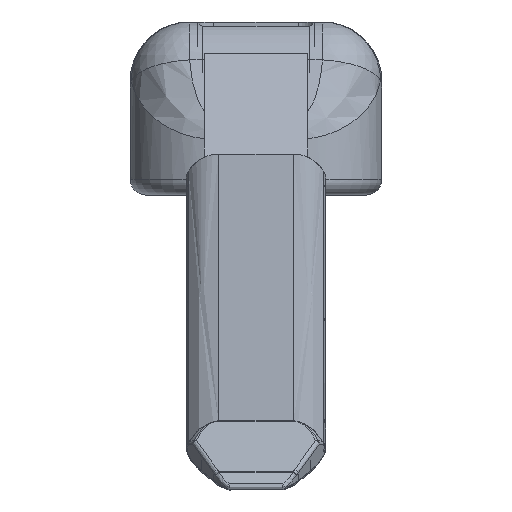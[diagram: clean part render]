
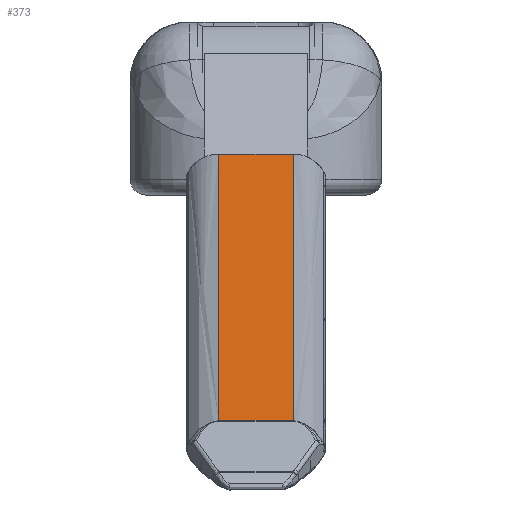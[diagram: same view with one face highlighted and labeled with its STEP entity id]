
A CAD part, front view. The second image highlights one B-rep face of the part: STEP entity #373.
In plain terms, the highlighted planar face has unit normal (0, -0.407, 0.913).
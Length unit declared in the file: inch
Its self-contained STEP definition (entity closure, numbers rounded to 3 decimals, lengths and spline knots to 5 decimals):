
#149=PLANE('',#1594);
#184=LINE('',#2357,#276);
#188=LINE('',#2367,#281);
#194=LINE('',#2414,#287);
#195=LINE('',#2416,#289);
#276=VECTOR('',#1780,1.);
#281=VECTOR('',#1791,1.);
#287=VECTOR('',#1819,1.);
#289=VECTOR('',#1823,1.);
#373=ADVANCED_FACE('',(#481),#149,.T.);
#481=FACE_OUTER_BOUND('',#573,.T.);
#573=EDGE_LOOP('',(#828,#829,#830,#831));
#828=ORIENTED_EDGE('',*,*,#1353,.F.);
#829=ORIENTED_EDGE('',*,*,#1372,.T.);
#830=ORIENTED_EDGE('',*,*,#1371,.T.);
#831=ORIENTED_EDGE('',*,*,#1358,.F.);
#1221=VERTEX_POINT('',#2356);
#1222=VERTEX_POINT('',#2358);
#1225=VERTEX_POINT('',#2368);
#1230=VERTEX_POINT('',#2405);
#1353=EDGE_CURVE('',#1221,#1222,#184,.T.);
#1358=EDGE_CURVE('',#1222,#1225,#188,.T.);
#1371=EDGE_CURVE('',#1230,#1225,#194,.T.);
#1372=EDGE_CURVE('',#1221,#1230,#195,.T.);
#1594=AXIS2_PLACEMENT_3D('',#2417,#1824,#1825);
#1780=DIRECTION('',(0.,0.914,0.407));
#1791=DIRECTION('',(1.,0.,0.));
#1819=DIRECTION('',(0.,0.914,0.407));
#1823=DIRECTION('',(1.,0.,0.));
#1824=DIRECTION('',(0.,-0.407,0.914));
#1825=DIRECTION('',(0.,-0.914,-0.407));
#2356=CARTESIAN_POINT('',(6.4935,-30.57333,0.69304));
#2357=CARTESIAN_POINT('',(6.4935,-30.53562,0.70982));
#2358=CARTESIAN_POINT('',(6.4935,-29.812,1.032));
#2367=CARTESIAN_POINT('',(6.4485,-29.812,1.032));
#2368=CARTESIAN_POINT('',(6.5885,-29.812,1.032));
#2405=CARTESIAN_POINT('',(6.5885,-30.57333,0.69304));
#2414=CARTESIAN_POINT('',(6.5885,-30.53562,0.70982));
#2416=CARTESIAN_POINT('',(6.4935,-30.57333,0.69304));
#2417=CARTESIAN_POINT('',(6.4935,-30.53562,0.70982));
